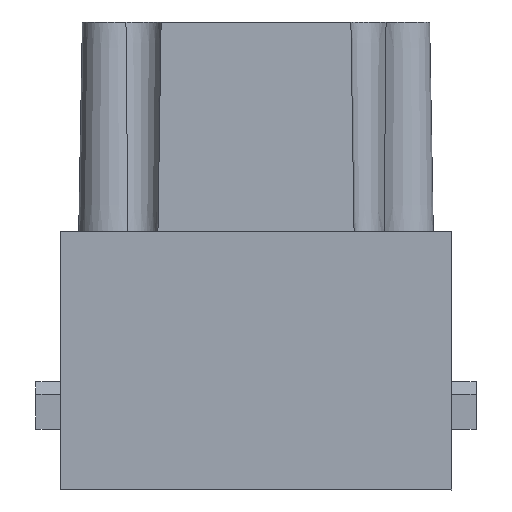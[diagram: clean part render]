
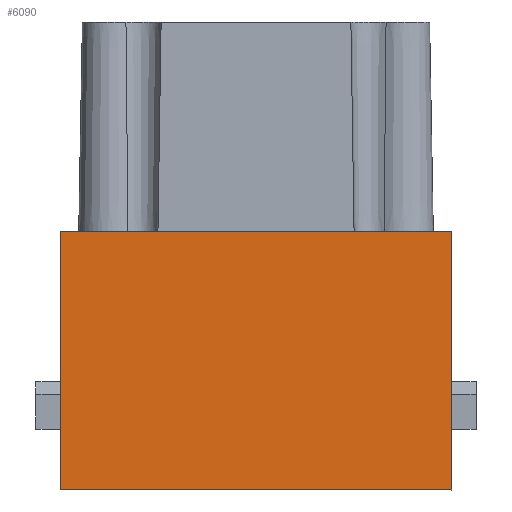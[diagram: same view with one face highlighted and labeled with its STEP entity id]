
A CAD part, left-side view. The second image highlights one B-rep face of the part: STEP entity #6090.
In plain terms, the highlighted planar face has unit normal (-1, 0, 0).
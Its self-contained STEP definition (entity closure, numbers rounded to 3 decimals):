
#2541=CARTESIAN_POINT('',(-7.508,115.784,-16.375));
#2542=VERTEX_POINT('',#2541);
#2559=CARTESIAN_POINT('',(-7.508,85.484,-16.375));
#2560=VERTEX_POINT('',#2559);
#2567=CARTESIAN_POINT('',(-7.508,-12239.739,-16.375));
#2568=DIRECTION('',(0.,1.,0.));
#2569=VECTOR('',#2568,24690.);
#2570=LINE('',#2567,#2569);
#2571=EDGE_CURVE('',#2560,#2542,#2570,.T.);
#4144=CARTESIAN_POINT('',(-7.508,115.784,3.675));
#4145=VERTEX_POINT('',#4144);
#4146=CARTESIAN_POINT('',(-7.508,115.784,12336.938));
#4147=DIRECTION('',(0.,0.,-1.));
#4148=VECTOR('',#4147,24690.);
#4149=LINE('',#4146,#4148);
#4150=EDGE_CURVE('',#4145,#2542,#4149,.T.);
#6067=CARTESIAN_POINT('',(-7.508,114.184,-12.362));
#6068=DIRECTION('',(1.,-0.,0.));
#6069=DIRECTION('',(0.,1.,-0.));
#6070=AXIS2_PLACEMENT_3D('',#6067,#6068,#6069);
#6071=PLANE('',#6070);
#6072=ORIENTED_EDGE('',*,*,#4150,.T.);
#6073=ORIENTED_EDGE('',*,*,#2571,.F.);
#6074=CARTESIAN_POINT('',(-7.508,85.484,3.675));
#6075=VERTEX_POINT('',#6074);
#6076=CARTESIAN_POINT('',(-7.508,85.484,-12353.062));
#6077=DIRECTION('',(-0.,0.,1.));
#6078=VECTOR('',#6077,24690.);
#6079=LINE('',#6076,#6078);
#6080=EDGE_CURVE('',#2560,#6075,#6079,.T.);
#6081=ORIENTED_EDGE('',*,*,#6080,.T.);
#6082=CARTESIAN_POINT('',(-7.508,-12230.551,3.675));
#6083=DIRECTION('',(0.,1.,-0.));
#6084=VECTOR('',#6083,24690.);
#6085=LINE('',#6082,#6084);
#6086=EDGE_CURVE('',#6075,#4145,#6085,.T.);
#6087=ORIENTED_EDGE('',*,*,#6086,.T.);
#6088=EDGE_LOOP('',(#6072,#6073,#6081,#6087));
#6089=FACE_BOUND('',#6088,.T.);
#6090=ADVANCED_FACE('',(#6089),#6071,.F.);
